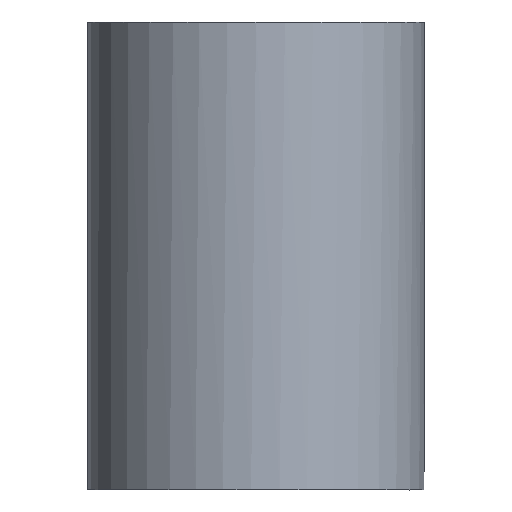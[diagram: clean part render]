
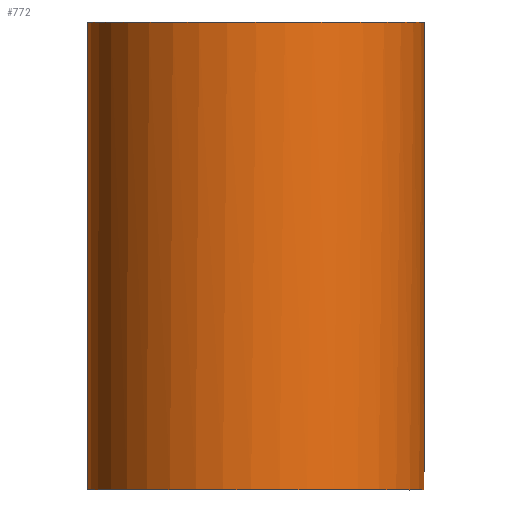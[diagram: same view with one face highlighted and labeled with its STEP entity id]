
A CAD part, top view. The second image highlights one B-rep face of the part: STEP entity #772.
In plain terms, the highlighted cylindrical face has radius 2000 mm (diameter 4000 mm), a partial arc.
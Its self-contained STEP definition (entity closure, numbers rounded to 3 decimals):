
#120=LINE('',#21709,#164);
#121=LINE('',#21774,#165);
#164=VECTOR('',#2492,1.);
#165=VECTOR('',#2497,1.);
#276=CYLINDRICAL_SURFACE('',#2356,2000.);
#430=FACE_OUTER_BOUND('',#1018,.T.);
#661=B_SPLINE_CURVE_WITH_KNOTS('',3,(#21713,#21714,#21715,#21716),
 .UNSPECIFIED.,.F.,.F.,(4,4),(0.,1.),.UNSPECIFIED.);
#662=B_SPLINE_CURVE_WITH_KNOTS('',3,(#21718,#21719,#21720,#21721,#21722,
#21723,#21724,#21725,#21726,#21727),.UNSPECIFIED.,.F.,.F.,(4,3,3,4),(0.,
0.372,0.686,1.),.UNSPECIFIED.);
#663=B_SPLINE_CURVE_WITH_KNOTS('',3,(#21729,#21730,#21731,#21732,#21733,
#21734,#21735,#21736,#21737,#21738,#21739,#21740,#21741,#21742,#21743,#21744,
#21745,#21746,#21747,#21748,#21749,#21750,#21751,#21752,#21753,#21754,#21755,
#21756),.UNSPECIFIED.,.F.,.F.,(4,2,2,2,2,2,2,2,2,2,2,2,2,4),(0.,0.25,
0.375,0.5,0.625,0.688,
0.75,0.813,0.875,0.906,
0.938,0.969,0.984,1.),.UNSPECIFIED.);
#664=B_SPLINE_CURVE_WITH_KNOTS('',3,(#21758,#21759,#21760,#21761,#21762,
#21763,#21764,#21765),.UNSPECIFIED.,.F.,.F.,(4,2,2,4),(0.,0.25,0.5,1.),
 .UNSPECIFIED.);
#665=B_SPLINE_CURVE_WITH_KNOTS('',3,(#21769,#21770,#21771,#21772),
 .UNSPECIFIED.,.F.,.F.,(4,4),(0.,1.),.UNSPECIFIED.);
#772=ADVANCED_FACE('',(#430),#276,.T.);
#1018=EDGE_LOOP('',(#1516,#1517,#1518,#1519,#1520,#1521,#1522,#1523,#1524,
#1525));
#1516=ORIENTED_EDGE('',*,*,#2178,.F.);
#1517=ORIENTED_EDGE('',*,*,#2180,.T.);
#1518=ORIENTED_EDGE('',*,*,#2181,.F.);
#1519=ORIENTED_EDGE('',*,*,#2182,.T.);
#1520=ORIENTED_EDGE('',*,*,#2183,.T.);
#1521=ORIENTED_EDGE('',*,*,#2184,.T.);
#1522=ORIENTED_EDGE('',*,*,#2185,.T.);
#1523=ORIENTED_EDGE('',*,*,#2186,.T.);
#1524=ORIENTED_EDGE('',*,*,#2187,.T.);
#1525=ORIENTED_EDGE('',*,*,#2188,.T.);
#1882=VERTEX_POINT('',#21705);
#1883=VERTEX_POINT('',#21706);
#1884=VERTEX_POINT('',#21710);
#1885=VERTEX_POINT('',#21712);
#1886=VERTEX_POINT('',#21717);
#1887=VERTEX_POINT('',#21728);
#1888=VERTEX_POINT('',#21757);
#1889=VERTEX_POINT('',#21766);
#1890=VERTEX_POINT('',#21768);
#1891=VERTEX_POINT('',#21773);
#2178=EDGE_CURVE('',#1882,#1883,#2304,.T.);
#2180=EDGE_CURVE('',#1882,#1884,#120,.T.);
#2181=EDGE_CURVE('',#1885,#1884,#2305,.T.);
#2182=EDGE_CURVE('',#1885,#1886,#661,.T.);
#2183=EDGE_CURVE('',#1886,#1887,#662,.T.);
#2184=EDGE_CURVE('',#1887,#1888,#663,.T.);
#2185=EDGE_CURVE('',#1888,#1889,#664,.T.);
#2186=EDGE_CURVE('',#1889,#1890,#2306,.T.);
#2187=EDGE_CURVE('',#1890,#1891,#665,.T.);
#2188=EDGE_CURVE('',#1891,#1883,#121,.T.);
#2304=CIRCLE('',#2352,2000.);
#2305=CIRCLE('',#2354,2000.);
#2306=CIRCLE('',#2355,2000.);
#2352=AXIS2_PLACEMENT_3D('',#21704,#2487,#2488);
#2354=AXIS2_PLACEMENT_3D('',#21711,#2493,#2494);
#2355=AXIS2_PLACEMENT_3D('',#21767,#2495,#2496);
#2356=AXIS2_PLACEMENT_3D('',#21775,#2498,#2499);
#2487=DIRECTION('',(0.,1.,0.));
#2488=DIRECTION('',(1.,0.,0.));
#2492=DIRECTION('',(0.,-1.,0.));
#2493=DIRECTION('',(0.,-1.,0.));
#2494=DIRECTION('',(0.,0.,-1.));
#2495=DIRECTION('',(0.,1.,0.));
#2496=DIRECTION('',(1.,0.,0.));
#2497=DIRECTION('',(0.,1.,0.));
#2498=DIRECTION('',(0.,-1.,0.));
#2499=DIRECTION('',(0.,0.,-1.));
#21704=CARTESIAN_POINT('',(0.,-1013.783,0.));
#21705=CARTESIAN_POINT('',(-1759.972,-1013.783,-950.));
#21706=CARTESIAN_POINT('',(1759.972,-1013.783,-950.));
#21709=CARTESIAN_POINT('',(-1759.972,-1013.783,-950.));
#21710=CARTESIAN_POINT('',(-1759.972,-3073.906,-950.));
#21711=CARTESIAN_POINT('',(0.,-3073.906,0.));
#21712=CARTESIAN_POINT('',(-1969.446,-3073.906,-348.255));
#21713=CARTESIAN_POINT('',(-1969.446,-3073.906,-348.255));
#21714=CARTESIAN_POINT('',(-1972.767,-3339.336,-329.476));
#21715=CARTESIAN_POINT('',(-1975.855,-3604.751,-310.456));
#21716=CARTESIAN_POINT('',(-1978.713,-3870.14,-291.026));
#21717=CARTESIAN_POINT('',(-1978.713,-3870.14,-291.026));
#21718=CARTESIAN_POINT('',(-1978.713,-3870.14,-291.026));
#21719=CARTESIAN_POINT('',(-1977.601,-3990.847,-298.588));
#21720=CARTESIAN_POINT('',(-1976.454,-4111.557,-306.085));
#21721=CARTESIAN_POINT('',(-1975.272,-4232.271,-313.532));
#21722=CARTESIAN_POINT('',(-1974.272,-4334.302,-319.826));
#21723=CARTESIAN_POINT('',(-1973.248,-4436.335,-326.084));
#21724=CARTESIAN_POINT('',(-1972.199,-4538.37,-332.31));
#21725=CARTESIAN_POINT('',(-1971.15,-4640.405,-338.537));
#21726=CARTESIAN_POINT('',(-1970.076,-4742.441,-344.732));
#21727=CARTESIAN_POINT('',(-1968.976,-4844.479,-350.901));
#21728=CARTESIAN_POINT('',(-1968.976,-4844.479,-350.901));
#21729=CARTESIAN_POINT('',(-1968.976,-4844.479,-350.901));
#21730=CARTESIAN_POINT('',(-1967.463,-4984.909,-359.391));
#21731=CARTESIAN_POINT('',(-1967.312,-5125.285,-360.181));
#21732=CARTESIAN_POINT('',(-1969.158,-5335.769,-349.9));
#21733=CARTESIAN_POINT('',(-1970.113,-5405.976,-344.541));
#21734=CARTESIAN_POINT('',(-1972.612,-5545.618,-329.936));
#21735=CARTESIAN_POINT('',(-1974.155,-5615.136,-320.693));
#21736=CARTESIAN_POINT('',(-1977.688,-5753.54,-298.13));
#21737=CARTESIAN_POINT('',(-1979.678,-5822.427,-284.82));
#21738=CARTESIAN_POINT('',(-1982.857,-5925.229,-261.423));
#21739=CARTESIAN_POINT('',(-1983.948,-5959.404,-253.048));
#21740=CARTESIAN_POINT('',(-1986.157,-6027.336,-235.075));
#21741=CARTESIAN_POINT('',(-1987.277,-6061.119,-225.474));
#21742=CARTESIAN_POINT('',(-1989.51,-6128.26,-204.835));
#21743=CARTESIAN_POINT('',(-1990.624,-6161.62,-193.803));
#21744=CARTESIAN_POINT('',(-1992.802,-6227.81,-169.947));
#21745=CARTESIAN_POINT('',(-1993.865,-6260.567,-157.159));
#21746=CARTESIAN_POINT('',(-1995.366,-6308.883,-136.251));
#21747=CARTESIAN_POINT('',(-1995.851,-6324.856,-128.99));
#21748=CARTESIAN_POINT('',(-1996.779,-6356.463,-113.718));
#21749=CARTESIAN_POINT('',(-1997.222,-6372.101,-105.719));
#21750=CARTESIAN_POINT('',(-1998.056,-6402.86,-88.577));
#21751=CARTESIAN_POINT('',(-1998.448,-6418.034,-79.437));
#21752=CARTESIAN_POINT('',(-1998.979,-6439.413,-64.098));
#21753=CARTESIAN_POINT('',(-1999.147,-6446.31,-58.692));
#21754=CARTESIAN_POINT('',(-1999.453,-6459.518,-47.134));
#21755=CARTESIAN_POINT('',(-1999.591,-6465.826,-40.976));
#21756=CARTESIAN_POINT('',(-1999.703,-6471.868,-34.48));
#21757=CARTESIAN_POINT('',(-1999.703,-6471.868,-34.48));
#21758=CARTESIAN_POINT('',(-1999.703,-6471.868,-34.48));
#21759=CARTESIAN_POINT('',(-1999.83,-6478.756,-27.073));
#21760=CARTESIAN_POINT('',(-1999.911,-6485.991,-20.074));
#21761=CARTESIAN_POINT('',(-2000.001,-6500.838,-6.522));
#21762=CARTESIAN_POINT('',(-2000.01,-6508.457,0.025));
#21763=CARTESIAN_POINT('',(-1999.949,-6531.674,19.236));
#21764=CARTESIAN_POINT('',(-1999.788,-6547.626,31.486));
#21765=CARTESIAN_POINT('',(-1999.527,-6563.783,43.493));
#21766=CARTESIAN_POINT('',(-1999.527,-6563.783,43.493));
#21767=CARTESIAN_POINT('',(0.,-6563.783,0.));
#21768=CARTESIAN_POINT('',(1820.592,-6563.783,-827.915));
#21769=CARTESIAN_POINT('',(1820.592,-6563.783,-827.915));
#21770=CARTESIAN_POINT('',(1799.205,-6463.192,-874.947));
#21771=CARTESIAN_POINT('',(1778.714,-6360.432,-915.277));
#21772=CARTESIAN_POINT('',(1759.972,-6255.694,-950.));
#21773=CARTESIAN_POINT('',(1759.972,-6255.694,-950.));
#21774=CARTESIAN_POINT('',(1759.972,-1013.783,-950.));
#21775=CARTESIAN_POINT('',(0.,-1013.783,0.));
